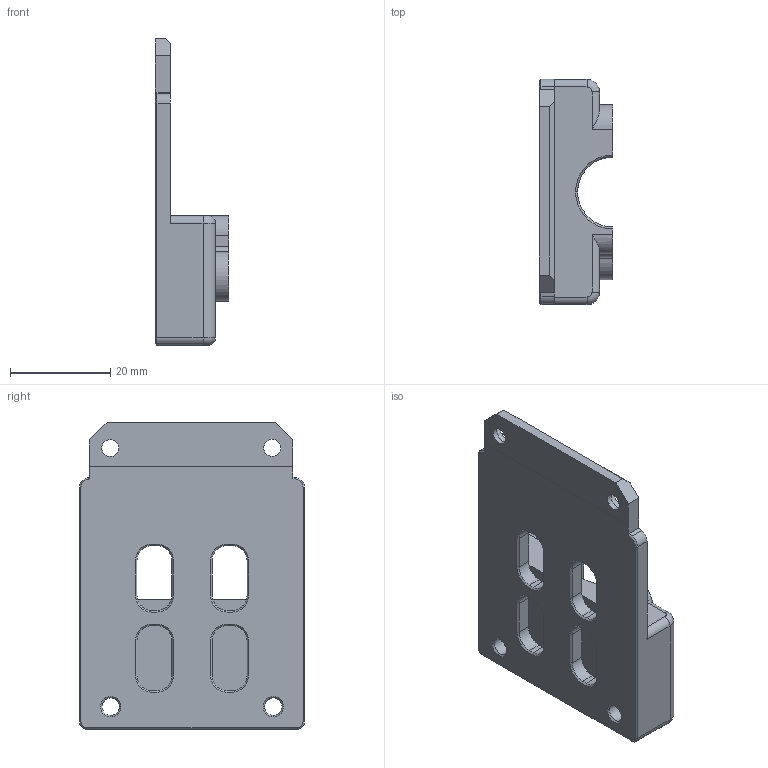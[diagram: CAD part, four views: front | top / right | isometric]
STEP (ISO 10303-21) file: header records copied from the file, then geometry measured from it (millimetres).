
FILE_DESCRIPTION(('FreeCAD Model'),'2;1');
FILE_NAME('Open CASCADE Shape Model','2025-04-25T09:05:00',('Author'),( ''),'Open CASCADE STEP processor 7.8','FreeCAD','Unknown');
FILE_SCHEMA(('AUTOMOTIVE_DESIGN { 1 0 10303 214 1 1 1 1 }'));
Length unit declared in the file: millimetre
Products named in the file (1): Slice.0
Bounding box: 14.6 x 45 x 61.25 mm (x, y, z)
Volume: 15627.7 mm3; surface area: 8211.9 mm2
Topology: 1 solids, 1 shells, 168 faces, 432 edges, 272 vertices
Faces by surface type: plane 70, cylinder 56, cone 34, revolution 4, torus 4
Full cylindrical faces by diameter (mm): 3.4 x2, 3.5 x2, 4.7 x2, 6 x2, 6.1 x2
Entity records: 5234 total; most frequent: CARTESIAN_POINT 983, DIRECTION 928, ORIENTED_EDGE 864, EDGE_CURVE 432, AXIS2_PLACEMENT_3D 343, VERTEX_POINT 272, LINE 238, VECTOR 238
